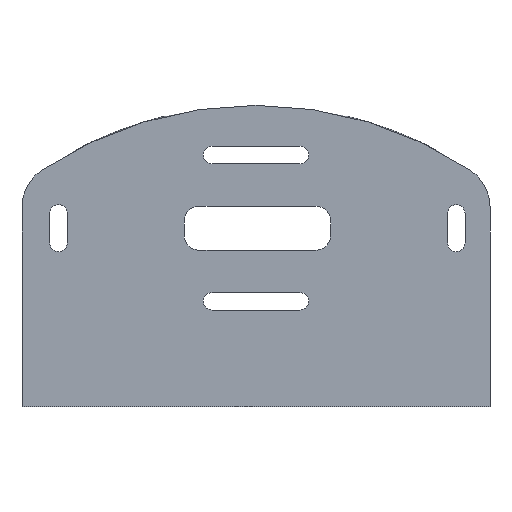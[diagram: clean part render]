
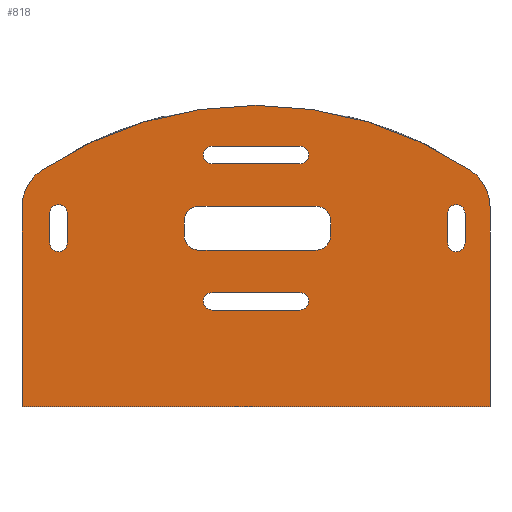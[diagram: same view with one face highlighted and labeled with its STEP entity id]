
A CAD part, front view. The second image highlights one B-rep face of the part: STEP entity #818.
In plain terms, the highlighted planar face has unit normal (0, -1, 0).
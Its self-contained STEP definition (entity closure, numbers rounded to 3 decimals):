
#357=CARTESIAN_POINT('',(-59.51,0.0,68.5));
#358=VERTEX_POINT('',#357);
#374=CARTESIAN_POINT('',(-54.51,0.,63.5));
#375=VERTEX_POINT('',#374);
#382=CARTESIAN_POINT('',(-59.51,0.0,63.5));
#383=DIRECTION('',(0.0,-1.0,0.0));
#384=DIRECTION('',(1.0,0.0,0.0));
#385=AXIS2_PLACEMENT_3D('',#382,#383,#384);
#386=CIRCLE('',#385,5.);
#387=EDGE_CURVE('',#375,#358,#386,.T.);
#405=CARTESIAN_POINT('',(-54.51,0.,58.5));
#406=VERTEX_POINT('',#405);
#413=CARTESIAN_POINT('',(-54.51,0.,63.5));
#414=DIRECTION('',(0.0,0.0,-1.0));
#415=VECTOR('',#414,1.0);
#416=LINE('',#413,#415);
#417=EDGE_CURVE('',#375,#406,#416,.T.);
#438=CARTESIAN_POINT('',(-59.51,0.,53.5));
#439=VERTEX_POINT('',#438);
#446=CARTESIAN_POINT('',(-59.51,0.0,58.5));
#447=DIRECTION('',(0.0,-1.0,0.0));
#448=DIRECTION('',(0.,0.0,-1.0));
#449=AXIS2_PLACEMENT_3D('',#446,#447,#448);
#450=CIRCLE('',#449,5.);
#451=EDGE_CURVE('',#439,#406,#450,.T.);
#469=CARTESIAN_POINT('',(-99.51,0.,53.5));
#470=VERTEX_POINT('',#469);
#477=CARTESIAN_POINT('',(-59.51,0.,53.5));
#478=DIRECTION('',(-1.0,0.0,0.0));
#479=VECTOR('',#478,1.0);
#480=LINE('',#477,#479);
#481=EDGE_CURVE('',#439,#470,#480,.T.);
#502=CARTESIAN_POINT('',(-104.51,0.,58.5));
#503=VERTEX_POINT('',#502);
#510=CARTESIAN_POINT('',(-99.51,0.0,58.5));
#511=DIRECTION('',(0.0,-1.0,0.0));
#512=DIRECTION('',(-1.0,0.0,0.));
#513=AXIS2_PLACEMENT_3D('',#510,#511,#512);
#514=CIRCLE('',#513,5.);
#515=EDGE_CURVE('',#503,#470,#514,.T.);
#533=CARTESIAN_POINT('',(-104.51,0.,63.5));
#534=VERTEX_POINT('',#533);
#541=CARTESIAN_POINT('',(-104.51,0.,58.5));
#542=DIRECTION('',(0.0,0.0,1.0));
#543=VECTOR('',#542,1.0);
#544=LINE('',#541,#543);
#545=EDGE_CURVE('',#503,#534,#544,.T.);
#566=CARTESIAN_POINT('',(-99.51,0.,68.5));
#567=VERTEX_POINT('',#566);
#574=CARTESIAN_POINT('',(-99.51,0.0,63.5));
#575=DIRECTION('',(0.0,-1.0,0.0));
#576=DIRECTION('',(0.,0.0,1.0));
#577=AXIS2_PLACEMENT_3D('',#574,#575,#576);
#578=CIRCLE('',#577,5.);
#579=EDGE_CURVE('',#567,#534,#578,.T.);
#596=CARTESIAN_POINT('',(-99.51,0.,68.5));
#597=DIRECTION('',(1.0,0.0,0.0));
#598=VECTOR('',#597,1.0);
#599=LINE('',#596,#598);
#600=EDGE_CURVE('',#567,#358,#599,.T.);
#606=CARTESIAN_POINT('',(-168.0,0.0,10.614));
#607=DIRECTION('',(0.0,1.0,0.0));
#608=DIRECTION('',(0.0,0.0,1.0));
#609=AXIS2_PLACEMENT_3D('',#606,#607,#608);
#610=PLANE('',#609);
#611=CARTESIAN_POINT('',(-160.0,0.0,68.283));
#612=VERTEX_POINT('',#611);
#613=CARTESIAN_POINT('',(-153.333,0.0,80.755));
#614=VERTEX_POINT('',#613);
#615=CARTESIAN_POINT('',(-145.,0.0,68.283));
#616=DIRECTION('',(0.0,1.0,0.0));
#617=DIRECTION('',(-1.0,0.0,0.));
#618=AXIS2_PLACEMENT_3D('',#615,#616,#617);
#619=CIRCLE('',#618,15.);
#620=EDGE_CURVE('',#612,#614,#619,.T.);
#621=ORIENTED_EDGE('',*,*,#620,.F.);
#622=CARTESIAN_POINT('',(-160.0,0.0,0.0));
#623=VERTEX_POINT('',#622);
#624=CARTESIAN_POINT('',(-160.0,0.0,68.283));
#625=DIRECTION('',(0.0,0.0,-1.0));
#626=VECTOR('',#625,1.0);
#627=LINE('',#624,#626);
#628=EDGE_CURVE('',#612,#623,#627,.T.);
#629=ORIENTED_EDGE('',*,*,#628,.T.);
#630=CARTESIAN_POINT('',(0.0,0.0,0.0));
#631=VERTEX_POINT('',#630);
#632=CARTESIAN_POINT('',(-160.0,0.0,0.0));
#633=DIRECTION('',(1.0,0.0,0.0));
#634=VECTOR('',#633,1.0);
#635=LINE('',#632,#634);
#636=EDGE_CURVE('',#623,#631,#635,.T.);
#637=ORIENTED_EDGE('',*,*,#636,.T.);
#638=CARTESIAN_POINT('',(0.0,0.0,68.283));
#639=VERTEX_POINT('',#638);
#640=CARTESIAN_POINT('',(0.0,0.0,15.0));
#641=DIRECTION('',(0.0,0.0,1.0));
#642=VECTOR('',#641,1.0);
#643=LINE('',#640,#642);
#644=EDGE_CURVE('',#631,#639,#643,.T.);
#645=ORIENTED_EDGE('',*,*,#644,.T.);
#646=CARTESIAN_POINT('',(-6.667,0.0,80.755));
#647=VERTEX_POINT('',#646);
#648=CARTESIAN_POINT('',(-15.,0.0,68.283));
#649=DIRECTION('',(0.0,1.0,0.0));
#650=DIRECTION('',(0.556,0.0,0.831));
#651=AXIS2_PLACEMENT_3D('',#648,#649,#650);
#652=CIRCLE('',#651,15.);
#653=EDGE_CURVE('',#647,#639,#652,.T.);
#654=ORIENTED_EDGE('',*,*,#653,.F.);
#655=CARTESIAN_POINT('',(-80.,0.0,-29.));
#656=DIRECTION('',(0.0,1.,0.0));
#657=DIRECTION('',(-0.556,0.0,0.831));
#658=AXIS2_PLACEMENT_3D('',#655,#656,#657);
#659=CIRCLE('',#658,132.);
#660=EDGE_CURVE('',#614,#647,#659,.T.);
#661=ORIENTED_EDGE('',*,*,#660,.F.);
#662=EDGE_LOOP('',(#621,#629,#637,#645,#654,#661));
#663=FACE_OUTER_BOUND('',#662,.T.);
#664=ORIENTED_EDGE('',*,*,#387,.F.);
#665=ORIENTED_EDGE('',*,*,#417,.T.);
#666=ORIENTED_EDGE('',*,*,#451,.F.);
#667=ORIENTED_EDGE('',*,*,#481,.T.);
#668=ORIENTED_EDGE('',*,*,#515,.F.);
#669=ORIENTED_EDGE('',*,*,#545,.T.);
#670=ORIENTED_EDGE('',*,*,#579,.F.);
#671=ORIENTED_EDGE('',*,*,#600,.T.);
#672=EDGE_LOOP('',(#664,#665,#666,#667,#668,#669,#670,#671));
#673=FACE_BOUND('',#672,.T.);
#674=CARTESIAN_POINT('',(-65.01,0.0,83.0));
#675=VERTEX_POINT('',#674);
#676=CARTESIAN_POINT('',(-65.01,0.0,89.0));
#677=VERTEX_POINT('',#676);
#678=CARTESIAN_POINT('',(-65.01,0.0,86.));
#679=DIRECTION('',(0.0,-1.0,0.0));
#680=DIRECTION('',(0.0,0.0,-1.0));
#681=AXIS2_PLACEMENT_3D('',#678,#679,#680);
#682=CIRCLE('',#681,3.);
#683=EDGE_CURVE('',#675,#677,#682,.T.);
#684=ORIENTED_EDGE('',*,*,#683,.F.);
#685=CARTESIAN_POINT('',(-95.01,0.0,83.0));
#686=VERTEX_POINT('',#685);
#687=CARTESIAN_POINT('',(-65.01,0.0,83.0));
#688=DIRECTION('',(-1.0,0.0,0.0));
#689=VECTOR('',#688,1.0);
#690=LINE('',#687,#689);
#691=EDGE_CURVE('',#675,#686,#690,.T.);
#692=ORIENTED_EDGE('',*,*,#691,.T.);
#693=CARTESIAN_POINT('',(-95.01,0.0,89.));
#694=VERTEX_POINT('',#693);
#695=CARTESIAN_POINT('',(-95.01,0.0,86.));
#696=DIRECTION('',(0.0,-1.0,0.0));
#697=DIRECTION('',(0.,0.0,1.0));
#698=AXIS2_PLACEMENT_3D('',#695,#696,#697);
#699=CIRCLE('',#698,3.);
#700=EDGE_CURVE('',#694,#686,#699,.T.);
#701=ORIENTED_EDGE('',*,*,#700,.F.);
#702=CARTESIAN_POINT('',(-95.01,0.0,89.));
#703=DIRECTION('',(1.0,0.0,0.0));
#704=VECTOR('',#703,1.0);
#705=LINE('',#702,#704);
#706=EDGE_CURVE('',#694,#677,#705,.T.);
#707=ORIENTED_EDGE('',*,*,#706,.T.);
#708=EDGE_LOOP('',(#684,#692,#701,#707));
#709=FACE_BOUND('',#708,.T.);
#710=CARTESIAN_POINT('',(-65.01,0.0,33.0));
#711=VERTEX_POINT('',#710);
#712=CARTESIAN_POINT('',(-65.01,0.0,39.0));
#713=VERTEX_POINT('',#712);
#714=CARTESIAN_POINT('',(-65.01,0.0,36.));
#715=DIRECTION('',(0.0,-1.0,0.0));
#716=DIRECTION('',(0.0,0.0,-1.0));
#717=AXIS2_PLACEMENT_3D('',#714,#715,#716);
#718=CIRCLE('',#717,3.);
#719=EDGE_CURVE('',#711,#713,#718,.T.);
#720=ORIENTED_EDGE('',*,*,#719,.F.);
#721=CARTESIAN_POINT('',(-95.01,0.0,33.0));
#722=VERTEX_POINT('',#721);
#723=CARTESIAN_POINT('',(-65.01,0.0,33.0));
#724=DIRECTION('',(-1.0,0.0,0.0));
#725=VECTOR('',#724,1.0);
#726=LINE('',#723,#725);
#727=EDGE_CURVE('',#711,#722,#726,.T.);
#728=ORIENTED_EDGE('',*,*,#727,.T.);
#729=CARTESIAN_POINT('',(-95.01,0.0,39.0));
#730=VERTEX_POINT('',#729);
#731=CARTESIAN_POINT('',(-95.01,0.0,36.0));
#732=DIRECTION('',(0.0,-1.0,0.0));
#733=DIRECTION('',(0.,0.0,1.0));
#734=AXIS2_PLACEMENT_3D('',#731,#732,#733);
#735=CIRCLE('',#734,3.);
#736=EDGE_CURVE('',#730,#722,#735,.T.);
#737=ORIENTED_EDGE('',*,*,#736,.F.);
#738=CARTESIAN_POINT('',(-95.01,0.0,39.0));
#739=DIRECTION('',(1.0,0.0,0.0));
#740=VECTOR('',#739,1.0);
#741=LINE('',#738,#740);
#742=EDGE_CURVE('',#730,#713,#741,.T.);
#743=ORIENTED_EDGE('',*,*,#742,.T.);
#744=EDGE_LOOP('',(#720,#728,#737,#743));
#745=FACE_BOUND('',#744,.T.);
#746=CARTESIAN_POINT('',(-144.51,0.0,56.0));
#747=VERTEX_POINT('',#746);
#748=CARTESIAN_POINT('',(-144.51,0.0,66.0));
#749=VERTEX_POINT('',#748);
#750=CARTESIAN_POINT('',(-144.51,0.0,56.0));
#751=DIRECTION('',(0.0,0.0,1.0));
#752=VECTOR('',#751,1.0);
#753=LINE('',#750,#752);
#754=EDGE_CURVE('',#747,#749,#753,.T.);
#755=ORIENTED_EDGE('',*,*,#754,.F.);
#756=CARTESIAN_POINT('',(-150.51,0.0,56.0));
#757=VERTEX_POINT('',#756);
#758=CARTESIAN_POINT('',(-147.51,0.0,56.));
#759=DIRECTION('',(0.0,1.0,0.0));
#760=DIRECTION('',(1.0,0.0,0.));
#761=AXIS2_PLACEMENT_3D('',#758,#759,#760);
#762=CIRCLE('',#761,3.);
#763=EDGE_CURVE('',#747,#757,#762,.T.);
#764=ORIENTED_EDGE('',*,*,#763,.T.);
#765=CARTESIAN_POINT('',(-150.51,0.0,66.0));
#766=VERTEX_POINT('',#765);
#767=CARTESIAN_POINT('',(-150.51,0.0,66.0));
#768=DIRECTION('',(0.0,0.0,-1.0));
#769=VECTOR('',#768,1.0);
#770=LINE('',#767,#769);
#771=EDGE_CURVE('',#766,#757,#770,.T.);
#772=ORIENTED_EDGE('',*,*,#771,.F.);
#773=CARTESIAN_POINT('',(-147.51,0.0,66.));
#774=DIRECTION('',(0.0,1.0,0.0));
#775=DIRECTION('',(-1.0,0.0,0.));
#776=AXIS2_PLACEMENT_3D('',#773,#774,#775);
#777=CIRCLE('',#776,3.);
#778=EDGE_CURVE('',#766,#749,#777,.T.);
#779=ORIENTED_EDGE('',*,*,#778,.T.);
#780=EDGE_LOOP('',(#755,#764,#772,#779));
#781=FACE_BOUND('',#780,.T.);
#782=CARTESIAN_POINT('',(-8.51,0.0,56.0));
#783=VERTEX_POINT('',#782);
#784=CARTESIAN_POINT('',(-8.51,0.0,66.0));
#785=VERTEX_POINT('',#784);
#786=CARTESIAN_POINT('',(-8.51,0.0,56.0));
#787=DIRECTION('',(0.0,0.0,1.0));
#788=VECTOR('',#787,1.0);
#789=LINE('',#786,#788);
#790=EDGE_CURVE('',#783,#785,#789,.T.);
#791=ORIENTED_EDGE('',*,*,#790,.F.);
#792=CARTESIAN_POINT('',(-14.51,0.0,56.0));
#793=VERTEX_POINT('',#792);
#794=CARTESIAN_POINT('',(-11.51,0.0,56.));
#795=DIRECTION('',(0.0,1.0,0.0));
#796=DIRECTION('',(1.0,0.0,0.));
#797=AXIS2_PLACEMENT_3D('',#794,#795,#796);
#798=CIRCLE('',#797,3.);
#799=EDGE_CURVE('',#783,#793,#798,.T.);
#800=ORIENTED_EDGE('',*,*,#799,.T.);
#801=CARTESIAN_POINT('',(-14.51,0.0,66.0));
#802=VERTEX_POINT('',#801);
#803=CARTESIAN_POINT('',(-14.51,0.0,66.0));
#804=DIRECTION('',(0.0,0.0,-1.0));
#805=VECTOR('',#804,1.0);
#806=LINE('',#803,#805);
#807=EDGE_CURVE('',#802,#793,#806,.T.);
#808=ORIENTED_EDGE('',*,*,#807,.F.);
#809=CARTESIAN_POINT('',(-11.51,0.0,66.));
#810=DIRECTION('',(0.0,1.0,0.0));
#811=DIRECTION('',(-1.0,0.0,0.0));
#812=AXIS2_PLACEMENT_3D('',#809,#810,#811);
#813=CIRCLE('',#812,3.);
#814=EDGE_CURVE('',#802,#785,#813,.T.);
#815=ORIENTED_EDGE('',*,*,#814,.T.);
#816=EDGE_LOOP('',(#791,#800,#808,#815));
#817=FACE_BOUND('',#816,.T.);
#818=ADVANCED_FACE('',(#663,#673,#709,#745,#781,#817),#610,.F.);
